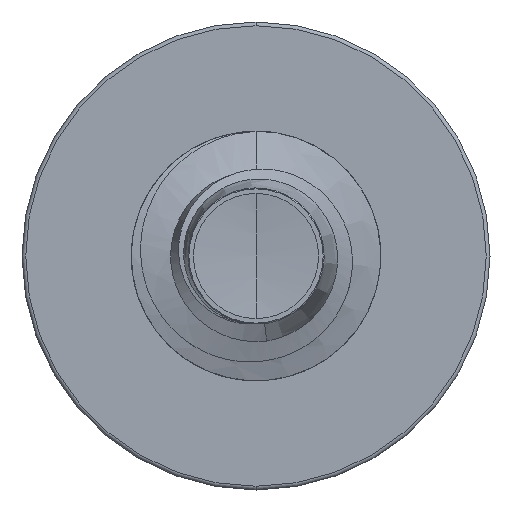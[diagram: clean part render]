
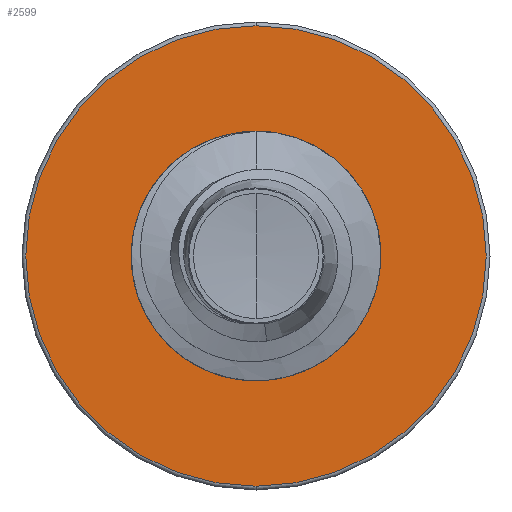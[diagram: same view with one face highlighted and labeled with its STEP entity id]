
A CAD part, front view. The second image highlights one B-rep face of the part: STEP entity #2599.
In plain terms, the highlighted planar face has unit normal (0, -1, 0).
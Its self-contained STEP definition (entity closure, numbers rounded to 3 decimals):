
#230 = CARTESIAN_POINT ( 'NONE',  ( 0., 10., -1.989 ) ) ;
#246 = CARTESIAN_POINT ( 'NONE',  ( 0., 10., 1.989 ) ) ;
#361 = EDGE_CURVE ( 'NONE', #12164, #15243, #12462, .T. ) ;
#474 = CARTESIAN_POINT ( 'NONE',  ( 0., 10., 0. ) ) ;
#625 = AXIS2_PLACEMENT_3D ( 'NONE', #230, #8947, #8908 ) ;
#1250 = CARTESIAN_POINT ( 'NONE',  ( 0., 10., 0. ) ) ;
#1290 = DIRECTION ( 'NONE',  ( 0., 0., 1. ) ) ;
#1295 = DIRECTION ( 'NONE',  ( 0., 1., 0. ) ) ;
#1446 = CIRCLE ( 'NONE', #7453, 1.989 ) ;
#1485 = VERTEX_POINT ( 'NONE', #9908 ) ;
#1913 = FACE_OUTER_BOUND ( 'NONE', #13790, .T. ) ;
#1981 = DIRECTION ( 'NONE',  ( 0., 0., 1. ) ) ;
#2189 = ORIENTED_EDGE ( 'NONE', *, *, #7907, .F. ) ;
#2254 = DIRECTION ( 'NONE',  ( 0., 1., 0. ) ) ;
#2599 = ADVANCED_FACE ( 'NONE', ( #1913, #9520 ), #9960, .F. ) ;
#3027 = CARTESIAN_POINT ( 'NONE',  ( 0., 10., -3.69 ) ) ;
#3530 = EDGE_CURVE ( 'NONE', #1485, #5861, #1446, .T. ) ;
#4380 = AXIS2_PLACEMENT_3D ( 'NONE', #1250, #1295, #1290 ) ;
#4869 = AXIS2_PLACEMENT_3D ( 'NONE', #474, #10448, #1981 ) ;
#5590 = ORIENTED_EDGE ( 'NONE', *, *, #361, .F. ) ;
#5770 = CIRCLE ( 'NONE', #13302, 3.69 ) ;
#5861 = VERTEX_POINT ( 'NONE', #246 ) ;
#7355 = EDGE_CURVE ( 'NONE', #5861, #1485, #9939, .T. ) ;
#7453 = AXIS2_PLACEMENT_3D ( 'NONE', #7891, #7872, #7857 ) ;
#7857 = DIRECTION ( 'NONE',  ( 0., 0., 1. ) ) ;
#7872 = DIRECTION ( 'NONE',  ( 0., 1., 0. ) ) ;
#7891 = CARTESIAN_POINT ( 'NONE',  ( 0., 10., 0. ) ) ;
#7907 = EDGE_CURVE ( 'NONE', #15243, #12164, #5770, .T. ) ;
#8908 = DIRECTION ( 'NONE',  ( 0., 0., 1. ) ) ;
#8947 = DIRECTION ( 'NONE',  ( 0., 1., 0. ) ) ;
#9520 = FACE_BOUND ( 'NONE', #15780, .T. ) ;
#9908 = CARTESIAN_POINT ( 'NONE',  ( 0., 10., -1.989 ) ) ;
#9939 = CIRCLE ( 'NONE', #4869, 1.989 ) ;
#9960 = PLANE ( 'NONE',  #625 ) ;
#10448 = DIRECTION ( 'NONE',  ( 0., 1., 0. ) ) ;
#10643 = CARTESIAN_POINT ( 'NONE',  ( 0., 10., 0. ) ) ;
#11794 = DIRECTION ( 'NONE',  ( 0., 0., 1. ) ) ;
#12164 = VERTEX_POINT ( 'NONE', #13333 ) ;
#12462 = CIRCLE ( 'NONE', #4380, 3.69 ) ;
#13102 = ORIENTED_EDGE ( 'NONE', *, *, #3530, .T. ) ;
#13302 = AXIS2_PLACEMENT_3D ( 'NONE', #10643, #2254, #11794 ) ;
#13333 = CARTESIAN_POINT ( 'NONE',  ( 0., 10., 3.69 ) ) ;
#13790 = EDGE_LOOP ( 'NONE', ( #5590, #2189 ) ) ;
#15109 = ORIENTED_EDGE ( 'NONE', *, *, #7355, .T. ) ;
#15243 = VERTEX_POINT ( 'NONE', #3027 ) ;
#15780 = EDGE_LOOP ( 'NONE', ( #15109, #13102 ) ) ;
